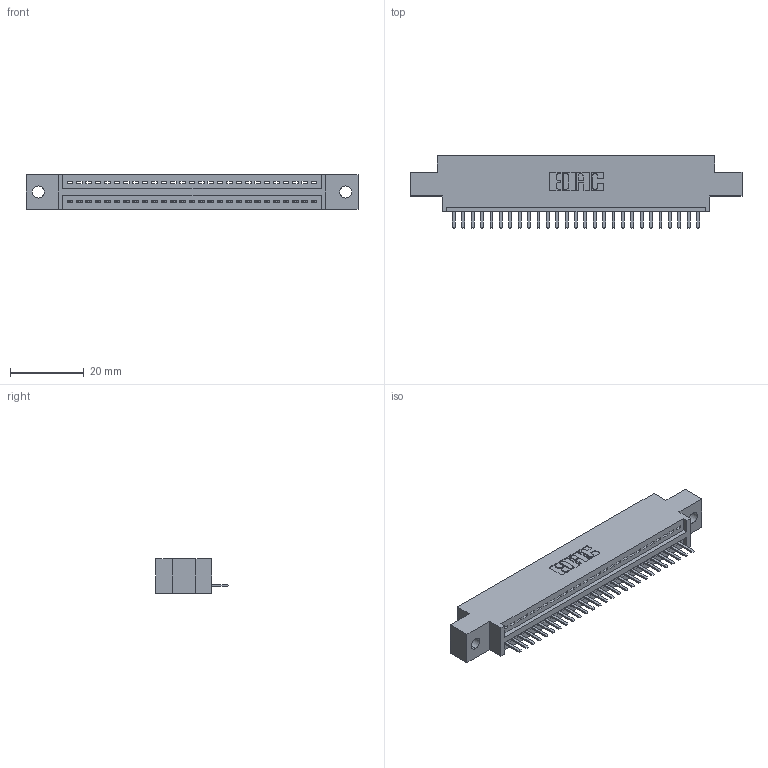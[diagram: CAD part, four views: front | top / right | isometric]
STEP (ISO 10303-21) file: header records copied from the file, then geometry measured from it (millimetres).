
FILE_DESCRIPTION (( 'STEP AP203' ), '1' );
FILE_NAME ('345-027-520-602.STEP', '2019-10-07T03:19:43', ( '' ), ( '' ), 'SwSTEP 2.0', 'SolidWorks 2016', '' );
FILE_SCHEMA (( 'CONFIG_CONTROL_DESIGN' ));
Length unit declared in the file: inch
Products named in the file (3): 345 Part_0.170 Offset - 0.128 Dia; 345-292-001_345-293-120; 345-027-520-602
Assembly tree (28 placements, depth 2):
  345-027-520-602
    345 Part_0.170 Offset - 0.128 Dia
    345-292-001_345-293-120  x27
Bounding box: 89.79 x 19.68 x 9.4 mm (x, y, z)
Volume: 8177.6 mm3; surface area: 10264.4 mm2
Topology: 28 solids, 28 shells, 1804 faces, 5321 edges, 3474 vertices
Faces by surface type: plane 1218, cylinder 586
Entity records: 22589 total; most frequent: CARTESIAN_POINT 3933, ORIENTED_EDGE 3882, DIRECTION 3443, EDGE_CURVE 1941, VECTOR 1697, LINE 1697, VERTEX_POINT 1290, AXIS2_PLACEMENT_3D 873
